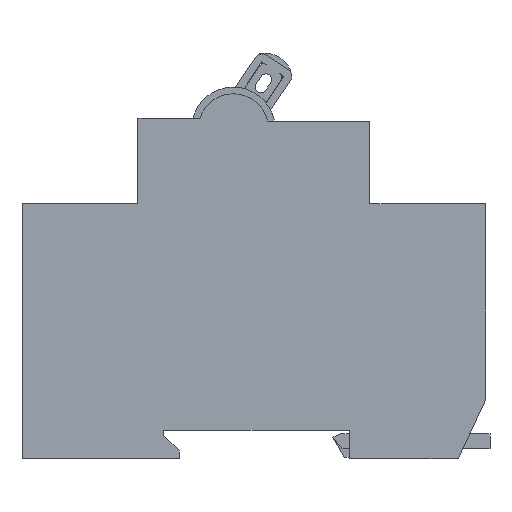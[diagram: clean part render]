
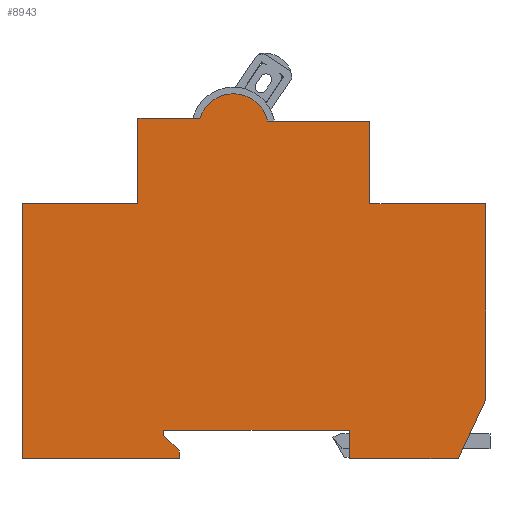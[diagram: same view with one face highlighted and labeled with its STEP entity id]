
A CAD part, left-side view. The second image highlights one B-rep face of the part: STEP entity #8943.
In plain terms, the highlighted planar face has unit normal (-1, 0, 0).
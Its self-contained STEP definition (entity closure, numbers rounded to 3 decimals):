
#709=DIRECTION('',(0.,-1.,0.));
#710=VECTOR('',#709,19.868);
#711=CARTESIAN_POINT('',(0.,-2.632,60.));
#712=LINE('',#711,#710);
#716=DIRECTION('',(0.,0.,-1.));
#717=VECTOR('',#716,16.);
#718=CARTESIAN_POINT('',(0.,-22.5,60.));
#719=LINE('',#718,#717);
#723=DIRECTION('',(0.,-1.,0.));
#724=VECTOR('',#723,22.5);
#725=CARTESIAN_POINT('',(0.,-22.5,44.));
#726=LINE('',#725,#724);
#730=DIRECTION('',(0.,0.,-1.));
#731=VECTOR('',#730,38.);
#732=CARTESIAN_POINT('',(0.,-45.,44.));
#733=LINE('',#732,#731);
#737=DIRECTION('',(0.,0.423,-0.906));
#738=VECTOR('',#737,12.689);
#739=CARTESIAN_POINT('',(0.,-45.,6.));
#740=LINE('',#739,#738);
#744=DIRECTION('',(0.,1.,0.));
#745=VECTOR('',#744,21.137);
#746=CARTESIAN_POINT('',(0.,-39.637,-5.5));
#747=LINE('',#746,#745);
#751=DIRECTION('',(0.,0.,1.));
#752=VECTOR('',#751,5.5);
#753=CARTESIAN_POINT('',(0.,-18.5,-5.5));
#754=LINE('',#753,#752);
#758=DIRECTION('',(0.,1.,0.));
#759=VECTOR('',#758,36.);
#760=CARTESIAN_POINT('',(0.,-18.5,0.));
#761=LINE('',#760,#759);
#765=DIRECTION('',(0.,0.,-1.));
#766=VECTOR('',#765,1.);
#767=CARTESIAN_POINT('',(0.,17.5,0.));
#768=LINE('',#767,#766);
#772=DIRECTION('',(0.,-0.707,-0.707));
#773=VECTOR('',#772,4.243);
#774=CARTESIAN_POINT('',(0.,17.5,-1.));
#775=LINE('',#774,#773);
#779=DIRECTION('',(0.,0.,-1.));
#780=VECTOR('',#779,1.5);
#781=CARTESIAN_POINT('',(0.,14.5,-4.));
#782=LINE('',#781,#780);
#786=DIRECTION('',(0.,1.,0.));
#787=VECTOR('',#786,30.5);
#788=CARTESIAN_POINT('',(0.,14.5,-5.5));
#789=LINE('',#788,#787);
#793=DIRECTION('',(0.,0.,1.));
#794=VECTOR('',#793,49.5);
#795=CARTESIAN_POINT('',(0.,45.,-5.5));
#796=LINE('',#795,#794);
#800=DIRECTION('',(0.,-1.,0.));
#801=VECTOR('',#800,22.5);
#802=CARTESIAN_POINT('',(0.,45.,44.));
#803=LINE('',#802,#801);
#807=DIRECTION('',(0.,0.,1.));
#808=VECTOR('',#807,16.5);
#809=CARTESIAN_POINT('',(0.,22.5,44.));
#810=LINE('',#809,#808);
#814=DIRECTION('',(0.,-1.,0.));
#815=VECTOR('',#814,12.001);
#816=CARTESIAN_POINT('',(0.,22.5,60.5));
#817=LINE('',#816,#815);
#821=CARTESIAN_POINT('',(0.,4.,58.5));
#822=DIRECTION('',(1.,0.,0.));
#823=DIRECTION('',(0.,0.956,0.294));
#824=AXIS2_PLACEMENT_3D('',#821,#822,#823);
#829=CARTESIAN_POINT('',(0.,4.,58.5));
#830=DIRECTION('',(1.,0.,0.));
#831=DIRECTION('',(0.,0.,1.));
#832=AXIS2_PLACEMENT_3D('',#829,#830,#831);
#7187=CARTESIAN_POINT('',(0.,10.499,60.5));
#7188=VERTEX_POINT('',#7187);
#7189=CARTESIAN_POINT('',(0.,22.5,60.5));
#7190=VERTEX_POINT('',#7189);
#7229=CARTESIAN_POINT('',(0.,22.5,44.));
#7230=VERTEX_POINT('',#7229);
#7231=CARTESIAN_POINT('',(0.,-2.632,60.));
#7232=CARTESIAN_POINT('',(0.,-22.5,60.));
#7233=VERTEX_POINT('',#7231);
#7234=VERTEX_POINT('',#7232);
#7235=CARTESIAN_POINT('',(0.,-22.5,44.));
#7236=VERTEX_POINT('',#7235);
#7237=CARTESIAN_POINT('',(0.,-45.,44.));
#7238=VERTEX_POINT('',#7237);
#7239=CARTESIAN_POINT('',(0.,-45.,6.));
#7240=VERTEX_POINT('',#7239);
#7241=CARTESIAN_POINT('',(0.,-39.637,-5.5));
#7242=VERTEX_POINT('',#7241);
#7243=CARTESIAN_POINT('',(0.,-18.5,-5.5));
#7244=VERTEX_POINT('',#7243);
#7245=CARTESIAN_POINT('',(0.,-18.5,0.));
#7246=VERTEX_POINT('',#7245);
#7247=CARTESIAN_POINT('',(0.,17.5,0.));
#7248=VERTEX_POINT('',#7247);
#7249=CARTESIAN_POINT('',(0.,17.5,-1.));
#7250=VERTEX_POINT('',#7249);
#7251=CARTESIAN_POINT('',(0.,14.5,-4.));
#7252=VERTEX_POINT('',#7251);
#7253=CARTESIAN_POINT('',(0.,14.5,-5.5));
#7254=VERTEX_POINT('',#7253);
#7255=CARTESIAN_POINT('',(0.,45.,-5.5));
#7256=VERTEX_POINT('',#7255);
#7257=CARTESIAN_POINT('',(0.,45.,44.));
#7258=VERTEX_POINT('',#7257);
#7259=CARTESIAN_POINT('',(0.,4.,65.3));
#7260=VERTEX_POINT('',#7259);
#8902=CARTESIAN_POINT('',(0.,4.,58.5));
#8903=DIRECTION('',(1.,0.,0.));
#8904=DIRECTION('',(0.,0.,-1.));
#8905=AXIS2_PLACEMENT_3D('',#8902,#8903,#8904);
#8906=PLANE('',#8905);
#8908=ORIENTED_EDGE('',*,*,#8907,.T.);
#8910=ORIENTED_EDGE('',*,*,#8909,.T.);
#8912=ORIENTED_EDGE('',*,*,#8911,.T.);
#8914=ORIENTED_EDGE('',*,*,#8913,.T.);
#8916=ORIENTED_EDGE('',*,*,#8915,.T.);
#8918=ORIENTED_EDGE('',*,*,#8917,.T.);
#8920=ORIENTED_EDGE('',*,*,#8919,.T.);
#8922=ORIENTED_EDGE('',*,*,#8921,.T.);
#8924=ORIENTED_EDGE('',*,*,#8923,.T.);
#8926=ORIENTED_EDGE('',*,*,#8925,.T.);
#8928=ORIENTED_EDGE('',*,*,#8927,.T.);
#8930=ORIENTED_EDGE('',*,*,#8929,.T.);
#8932=ORIENTED_EDGE('',*,*,#8931,.T.);
#8934=ORIENTED_EDGE('',*,*,#8933,.T.);
#8935=ORIENTED_EDGE('',*,*,#8886,.T.);
#8936=ORIENTED_EDGE('',*,*,#8791,.T.);
#8938=ORIENTED_EDGE('',*,*,#8937,.T.);
#8940=ORIENTED_EDGE('',*,*,#8939,.T.);
#8941=EDGE_LOOP('',(#8908,#8910,#8912,#8914,#8916,#8918,#8920,#8922,#8924,#8926,
#8928,#8930,#8932,#8934,#8935,#8936,#8938,#8940));
#8942=FACE_OUTER_BOUND('',#8941,.F.);
#825=CIRCLE('',#824,6.8);
#833=CIRCLE('',#832,6.8);
#8791=EDGE_CURVE('',#7190,#7188,#817,.T.);
#8886=EDGE_CURVE('',#7230,#7190,#810,.T.);
#8907=EDGE_CURVE('',#7233,#7234,#712,.T.);
#8909=EDGE_CURVE('',#7234,#7236,#719,.T.);
#8911=EDGE_CURVE('',#7236,#7238,#726,.T.);
#8913=EDGE_CURVE('',#7238,#7240,#733,.T.);
#8915=EDGE_CURVE('',#7240,#7242,#740,.T.);
#8917=EDGE_CURVE('',#7242,#7244,#747,.T.);
#8919=EDGE_CURVE('',#7244,#7246,#754,.T.);
#8921=EDGE_CURVE('',#7246,#7248,#761,.T.);
#8923=EDGE_CURVE('',#7248,#7250,#768,.T.);
#8925=EDGE_CURVE('',#7250,#7252,#775,.T.);
#8927=EDGE_CURVE('',#7252,#7254,#782,.T.);
#8929=EDGE_CURVE('',#7254,#7256,#789,.T.);
#8931=EDGE_CURVE('',#7256,#7258,#796,.T.);
#8933=EDGE_CURVE('',#7258,#7230,#803,.T.);
#8937=EDGE_CURVE('',#7188,#7260,#825,.T.);
#8939=EDGE_CURVE('',#7260,#7233,#833,.T.);
#8943=ADVANCED_FACE('',(#8942),#8906,.F.);
